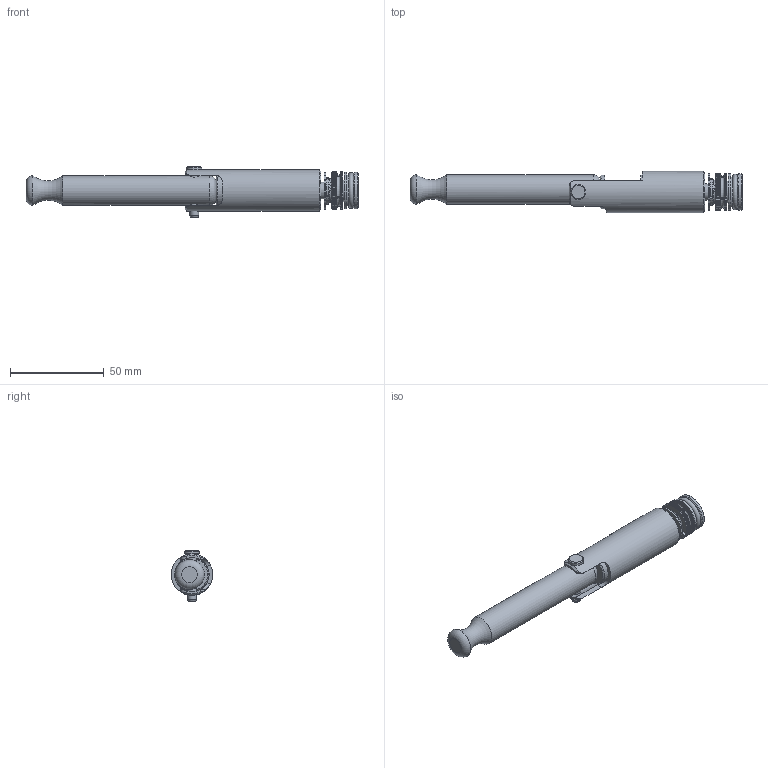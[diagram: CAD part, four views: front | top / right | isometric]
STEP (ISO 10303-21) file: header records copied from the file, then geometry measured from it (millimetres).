
FILE_DESCRIPTION(/* description */ (''),/* implementation_level */ '2;1');
FILE_NAME(/* name */ 'JNL1-0785.stp',/* time_stamp */ '2016-03-15T11:28:55-05:00',/* author */ ('scottg'),/* organization */ ('FasTest,Inc.'),/* preprocessor_version */ 'ST-DEVELOPER v16.1',/* originating_system */ 'Autodesk Inventor 2016',/* authorisation */ '');
FILE_SCHEMA (('AUTOMOTIVE_DESIGN { 1 0 10303 214 3 1 1 }'));
Length unit declared in the file: inch
Products named in the file (1): JNL1-0785
Bounding box: 177.42 x 22.1 x 27.18 mm (x, y, z)
Volume: 39798.3 mm3; surface area: 19656.2 mm2
Topology: 1 solids, 2 shells, 370 faces, 1049 edges, 693 vertices
Faces by surface type: bspline 128, cylinder 96, plane 78, cone 44, torus 24
Full cylindrical faces by diameter (mm): 4.775 x3, 7.925 x1, 8.128 x1, 8.763 x1, 8.941 x4, 12.192 x1, 12.573 x1, 15.875 x2, 18.136 x1, 18.339 x1, 19.558 x1, 19.583 x1, 19.812 x1, 22.098 x1
Entity records: 16347 total; most frequent: CARTESIAN_POINT 8010, ORIENTED_EDGE 1980, DIRECTION 1028, EDGE_CURVE 987, VERTEX_POINT 677, B_SPLINE_CURVE_WITH_KNOTS 541, EDGE_LOOP 454, AXIS2_PLACEMENT_3D 387
